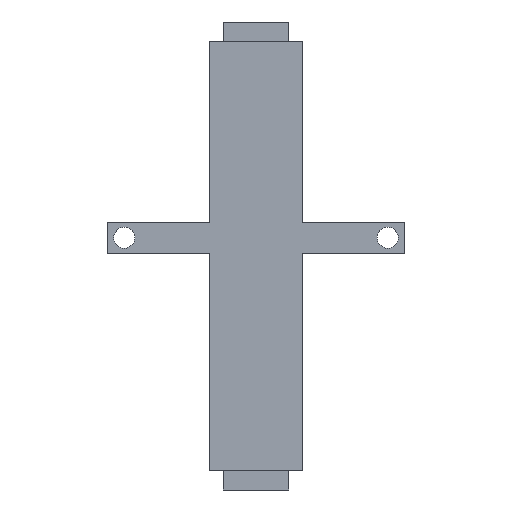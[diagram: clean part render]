
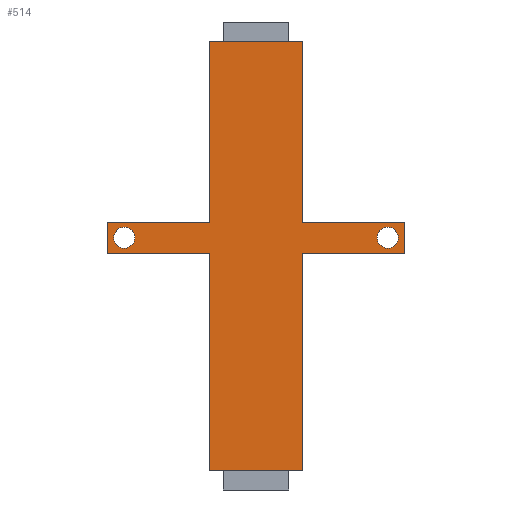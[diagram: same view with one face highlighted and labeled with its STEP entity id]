
A CAD part, top view. The second image highlights one B-rep face of the part: STEP entity #514.
In plain terms, the highlighted planar face has unit normal (0, 0, 1).
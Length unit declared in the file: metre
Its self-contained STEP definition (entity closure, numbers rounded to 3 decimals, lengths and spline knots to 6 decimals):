
#14=CIRCLE('',#556,0.0016);
#15=CIRCLE('',#557,0.0016);
#42=ORIENTED_EDGE('',*,*,#186,.T.);
#43=ORIENTED_EDGE('',*,*,#187,.T.);
#44=ORIENTED_EDGE('',*,*,#183,.F.);
#45=ORIENTED_EDGE('',*,*,#188,.F.);
#46=ORIENTED_EDGE('',*,*,#163,.T.);
#47=ORIENTED_EDGE('',*,*,#189,.F.);
#48=ORIENTED_EDGE('',*,*,#190,.T.);
#49=ORIENTED_EDGE('',*,*,#191,.T.);
#50=ORIENTED_EDGE('',*,*,#171,.T.);
#51=ORIENTED_EDGE('',*,*,#192,.T.);
#52=ORIENTED_EDGE('',*,*,#175,.F.);
#53=ORIENTED_EDGE('',*,*,#193,.T.);
#54=ORIENTED_EDGE('',*,*,#194,.F.);
#55=ORIENTED_EDGE('',*,*,#195,.F.);
#163=EDGE_CURVE('',#236,#234,#283,.T.);
#171=EDGE_CURVE('',#244,#243,#291,.T.);
#175=EDGE_CURVE('',#246,#248,#295,.T.);
#183=EDGE_CURVE('',#255,#256,#303,.T.);
#186=EDGE_CURVE('',#258,#258,#14,.F.);
#187=EDGE_CURVE('',#259,#259,#15,.F.);
#188=EDGE_CURVE('',#236,#255,#306,.T.);
#189=EDGE_CURVE('',#260,#234,#307,.T.);
#190=EDGE_CURVE('',#260,#261,#308,.T.);
#191=EDGE_CURVE('',#261,#244,#309,.T.);
#192=EDGE_CURVE('',#243,#248,#310,.T.);
#193=EDGE_CURVE('',#246,#262,#311,.T.);
#194=EDGE_CURVE('',#263,#262,#312,.T.);
#195=EDGE_CURVE('',#256,#263,#313,.T.);
#234=VERTEX_POINT('',#722);
#236=VERTEX_POINT('',#725);
#243=VERTEX_POINT('',#739);
#244=VERTEX_POINT('',#741);
#246=VERTEX_POINT('',#747);
#248=VERTEX_POINT('',#750);
#255=VERTEX_POINT('',#764);
#256=VERTEX_POINT('',#766);
#258=VERTEX_POINT('',#772);
#259=VERTEX_POINT('',#774);
#260=VERTEX_POINT('',#777);
#261=VERTEX_POINT('',#779);
#262=VERTEX_POINT('',#783);
#263=VERTEX_POINT('',#785);
#283=LINE('',#724,#351);
#291=LINE('',#740,#359);
#295=LINE('',#749,#363);
#303=LINE('',#765,#371);
#306=LINE('',#775,#374);
#307=LINE('',#776,#375);
#308=LINE('',#778,#376);
#309=LINE('',#780,#377);
#310=LINE('',#781,#378);
#311=LINE('',#782,#379);
#312=LINE('',#784,#380);
#313=LINE('',#786,#381);
#351=VECTOR('',#590,1.);
#359=VECTOR('',#598,1.);
#363=VECTOR('',#604,1.);
#371=VECTOR('',#612,1.);
#374=VECTOR('',#621,1.);
#375=VECTOR('',#622,1.);
#376=VECTOR('',#623,1.);
#377=VECTOR('',#624,1.);
#378=VECTOR('',#625,1.);
#379=VECTOR('',#626,1.);
#380=VECTOR('',#627,1.);
#381=VECTOR('',#628,1.);
#420=EDGE_LOOP('',(#42));
#421=EDGE_LOOP('',(#43));
#422=EDGE_LOOP('',(#44,#45,#46,#47,#48,#49,#50,#51,#52,#53,#54,#55));
#454=FACE_BOUND('',#420,.T.);
#455=FACE_BOUND('',#421,.T.);
#456=FACE_BOUND('',#422,.T.);
#488=PLANE('',#555);
#514=ADVANCED_FACE('',(#454,#455,#456),#488,.T.);
#555=AXIS2_PLACEMENT_3D('',#770,#615,#616);
#556=AXIS2_PLACEMENT_3D('',#771,#617,#618);
#557=AXIS2_PLACEMENT_3D('',#773,#619,#620);
#590=DIRECTION('',(0.,-1.,0.));
#598=DIRECTION('',(0.,-1.,0.));
#604=DIRECTION('',(0.,-1.,0.));
#612=DIRECTION('',(0.,-1.,0.));
#615=DIRECTION('',(0.,0.,1.));
#616=DIRECTION('',(1.,0.,0.));
#617=DIRECTION('',(0.,0.,1.));
#618=DIRECTION('',(1.,0.,0.));
#619=DIRECTION('',(0.,0.,1.));
#620=DIRECTION('',(1.,0.,0.));
#621=DIRECTION('',(1.,0.,0.));
#622=DIRECTION('',(1.,0.,0.));
#623=DIRECTION('',(0.,-1.,0.));
#624=DIRECTION('',(1.,0.,0.));
#625=DIRECTION('',(1.,0.,0.));
#626=DIRECTION('',(1.,0.,0.));
#627=DIRECTION('',(0.,-1.,0.));
#628=DIRECTION('',(1.,0.,0.));
#722=CARTESIAN_POINT('',(-0.007,0.017595,0.002));
#724=CARTESIAN_POINT('',(-0.007,0.029775,0.002));
#725=CARTESIAN_POINT('',(-0.007,0.044955,0.002));
#739=CARTESIAN_POINT('',(-0.007,-0.020045,0.002));
#740=CARTESIAN_POINT('',(-0.007,0.029775,0.002));
#741=CARTESIAN_POINT('',(-0.007,0.01284,0.002));
#747=CARTESIAN_POINT('',(0.007,0.01284,0.002));
#749=CARTESIAN_POINT('',(0.007,0.029775,0.002));
#750=CARTESIAN_POINT('',(0.007,-0.020045,0.002));
#764=CARTESIAN_POINT('',(0.007,0.044955,0.002));
#765=CARTESIAN_POINT('',(0.007,0.029775,0.002));
#766=CARTESIAN_POINT('',(0.007,0.017595,0.002));
#770=CARTESIAN_POINT('',(0.,0.012455,0.002));
#771=CARTESIAN_POINT('',(0.02,0.015217,0.002));
#772=CARTESIAN_POINT('',(0.0216,0.015217,0.002));
#773=CARTESIAN_POINT('',(-0.02,0.015217,0.002));
#774=CARTESIAN_POINT('',(-0.0184,0.015217,0.002));
#775=CARTESIAN_POINT('',(0.,0.044955,0.002));
#776=CARTESIAN_POINT('',(-0.01475,0.017595,0.002));
#777=CARTESIAN_POINT('',(-0.0225,0.017595,0.002));
#778=CARTESIAN_POINT('',(-0.0225,0.015217,0.002));
#779=CARTESIAN_POINT('',(-0.0225,0.01284,0.002));
#780=CARTESIAN_POINT('',(-0.01475,0.01284,0.002));
#781=CARTESIAN_POINT('',(0.,-0.020045,0.002));
#782=CARTESIAN_POINT('',(0.01475,0.01284,0.002));
#783=CARTESIAN_POINT('',(0.0225,0.01284,0.002));
#784=CARTESIAN_POINT('',(0.0225,0.015217,0.002));
#785=CARTESIAN_POINT('',(0.0225,0.017595,0.002));
#786=CARTESIAN_POINT('',(0.01475,0.017595,0.002));
